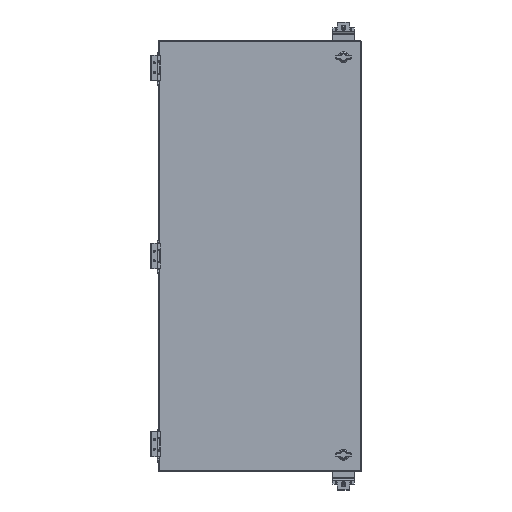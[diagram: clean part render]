
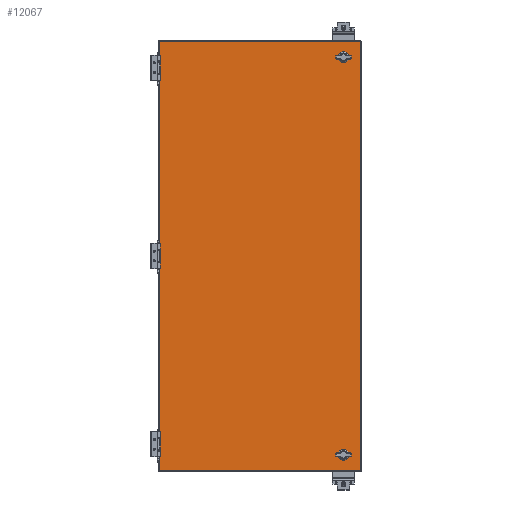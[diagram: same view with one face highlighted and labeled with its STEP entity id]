
A CAD part, top view. The second image highlights one B-rep face of the part: STEP entity #12067.
In plain terms, the highlighted planar face has unit normal (0, 0, 1).
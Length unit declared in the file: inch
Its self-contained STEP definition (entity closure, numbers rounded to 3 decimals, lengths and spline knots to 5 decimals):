
#479 = VECTOR ( 'NONE', #45650, 39.37008 ) ;
#1435 = EDGE_CURVE ( 'NONE', #12014, #30115, #3424, .T. ) ;
#3424 = LINE ( 'NONE', #31568, #479 ) ;
#7063 = ORIENTED_EDGE ( 'NONE', *, *, #38217, .T. ) ;
#7267 = LINE ( 'NONE', #27803, #39841 ) ;
#9477 = CARTESIAN_POINT ( 'NONE',  ( -10.2915, -21.94, 0. ) ) ;
#9528 = ORIENTED_EDGE ( 'NONE', *, *, #39870, .T. ) ;
#12014 = VERTEX_POINT ( 'NONE', #9477 ) ;
#12067 = ADVANCED_FACE ( 'NONE', ( #16391 ), #22886, .T. ) ;
#12917 = DIRECTION ( 'NONE',  ( 0., -1., 0. ) ) ;
#13089 = CARTESIAN_POINT ( 'NONE',  ( 10.2915, -21.94, 0. ) ) ;
#13405 = LINE ( 'NONE', #27494, #27725 ) ;
#14379 = DIRECTION ( 'NONE',  ( -1., 0., 0. ) ) ;
#16391 = FACE_OUTER_BOUND ( 'NONE', #25779, .T. ) ;
#18060 = EDGE_CURVE ( 'NONE', #30763, #44215, #7267, .T. ) ;
#21214 = CARTESIAN_POINT ( 'NONE',  ( 10.2915, 0., 0. ) ) ;
#22685 = VECTOR ( 'NONE', #25150, 39.37008 ) ;
#22886 = PLANE ( 'NONE',  #31510 ) ;
#23578 = CARTESIAN_POINT ( 'NONE',  ( 0., 0., 0. ) ) ;
#25150 = DIRECTION ( 'NONE',  ( 0., 1., 0. ) ) ;
#25779 = EDGE_LOOP ( 'NONE', ( #9528, #36092, #7063, #30946 ) ) ;
#27494 = CARTESIAN_POINT ( 'NONE',  ( -10.2915, 0., 0. ) ) ;
#27725 = VECTOR ( 'NONE', #12917, 39.37008 ) ;
#27803 = CARTESIAN_POINT ( 'NONE',  ( 0., 21.94, 0. ) ) ;
#30019 = DIRECTION ( 'NONE',  ( 0., 0., 1. ) ) ;
#30115 = VERTEX_POINT ( 'NONE', #13089 ) ;
#30466 = DIRECTION ( 'NONE',  ( 1., 0., 0. ) ) ;
#30763 = VERTEX_POINT ( 'NONE', #32369 ) ;
#30946 = ORIENTED_EDGE ( 'NONE', *, *, #1435, .T. ) ;
#31510 = AXIS2_PLACEMENT_3D ( 'NONE', #23578, #30019, #30466 ) ;
#31568 = CARTESIAN_POINT ( 'NONE',  ( 0., -21.94, 0. ) ) ;
#32369 = CARTESIAN_POINT ( 'NONE',  ( 10.2915, 21.94, 0. ) ) ;
#36092 = ORIENTED_EDGE ( 'NONE', *, *, #18060, .T. ) ;
#38217 = EDGE_CURVE ( 'NONE', #44215, #12014, #13405, .T. ) ;
#39841 = VECTOR ( 'NONE', #14379, 39.37008 ) ;
#39870 = EDGE_CURVE ( 'NONE', #30115, #30763, #42192, .T. ) ;
#42192 = LINE ( 'NONE', #21214, #22685 ) ;
#44215 = VERTEX_POINT ( 'NONE', #45488 ) ;
#45488 = CARTESIAN_POINT ( 'NONE',  ( -10.2915, 21.94, 0. ) ) ;
#45650 = DIRECTION ( 'NONE',  ( 1., 0., 0. ) ) ;
